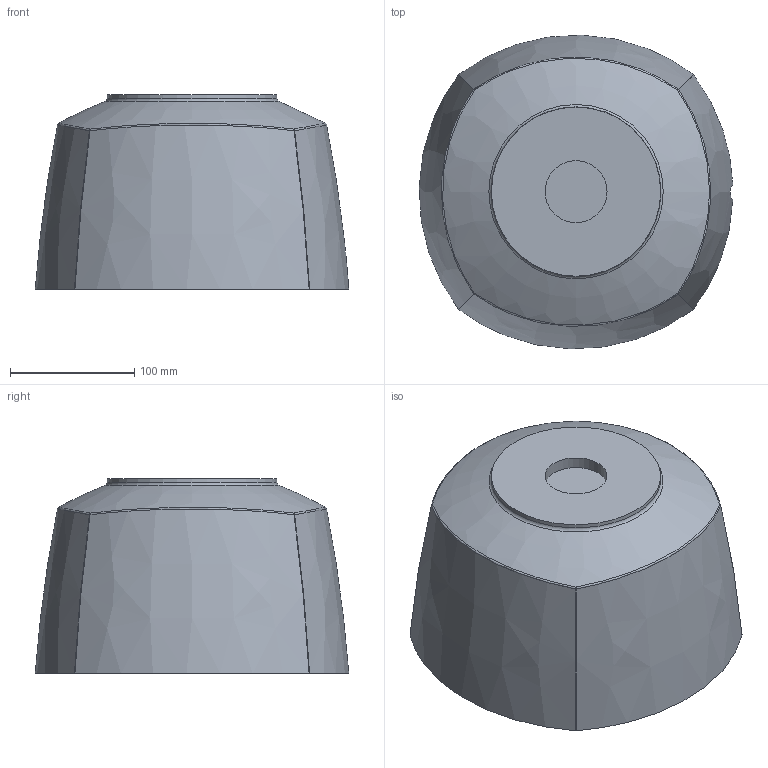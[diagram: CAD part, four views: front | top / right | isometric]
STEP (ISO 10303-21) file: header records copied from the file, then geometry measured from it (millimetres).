
FILE_DESCRIPTION(('HOOPS Exchange Step'),'2;1');
FILE_NAME('temp_export','2023-05-18T14:12:55+01:00',('jorgemartins'),('Shapr3D Limited'),'HOOPS Exchange 2022.2','Shapr3D','Authorized');
FILE_SCHEMA( ('AUTOMOTIVE_DESIGN { 1 0 10303 214 1 1 1 1 }') );
Length unit declared in the file: millimetre
Products named in the file (2): LBR Med 7 R800.stp; root
Assembly tree (1 placements, depth 2):
  root
    LBR Med 7 R800.stp
Bounding box: 252.61 x 252.67 x 157 mm (x, y, z)
Volume: 5886007.7 mm3; surface area: 225185.2 mm2
Topology: 1 solids, 1 shells, 110 faces, 280 edges, 181 vertices
Faces by surface type: cylinder 49, plane 29, bspline 19, cone 8, sphere 4, torus 1
Full cylindrical faces by diameter (mm): 10 x4, 50 x1
Entity records: 5167 total; most frequent: CARTESIAN_POINT 2596, ORIENTED_EDGE 560, DIRECTION 502, EDGE_CURVE 280, AXIS2_PLACEMENT_3D 204, VERTEX_POINT 181, EDGE_LOOP 119, FACE_BOUND 119
